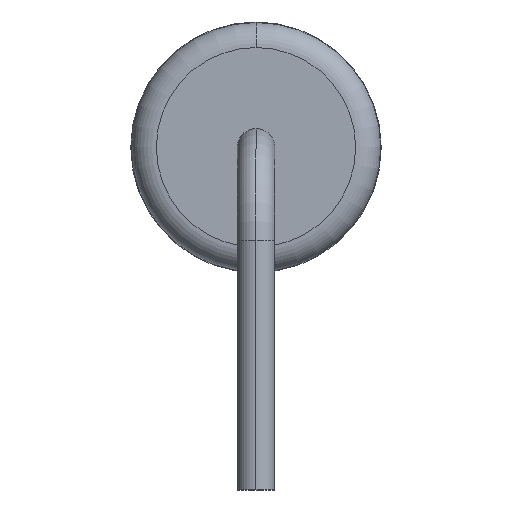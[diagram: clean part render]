
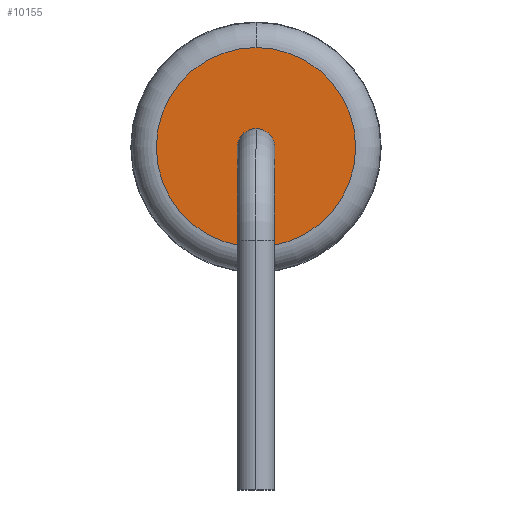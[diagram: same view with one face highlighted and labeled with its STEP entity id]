
A CAD part, left-side view. The second image highlights one B-rep face of the part: STEP entity #10155.
In plain terms, the highlighted planar face has unit normal (-1, 0, 0).
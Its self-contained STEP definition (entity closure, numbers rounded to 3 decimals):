
#129 = CARTESIAN_POINT ( 'NONE',  ( -5.5, 0., 2.1 ) ) ;
#366 = AXIS2_PLACEMENT_3D ( 'NONE', #129, #5149, #8478 ) ;
#744 = EDGE_CURVE ( 'NONE', #5317, #10692, #9739, .T. ) ;
#1249 = DIRECTION ( 'NONE',  ( 1., 0., 0. ) ) ;
#1591 = PLANE ( 'NONE',  #7941 ) ;
#1929 = VERTEX_POINT ( 'NONE', #4399 ) ;
#2266 = VERTEX_POINT ( 'NONE', #7531 ) ;
#3108 = CIRCLE ( 'NONE', #10323, 1.6 ) ;
#3211 = DIRECTION ( 'NONE',  ( 1., 0., 0. ) ) ;
#3338 = ORIENTED_EDGE ( 'NONE', *, *, #10070, .T. ) ;
#3548 = CARTESIAN_POINT ( 'NONE',  ( -5.5, 0., 2.1 ) ) ;
#4070 = EDGE_LOOP ( 'NONE', ( #12961, #3338 ) ) ;
#4399 = CARTESIAN_POINT ( 'NONE',  ( -5.5, 0., 3.7 ) ) ;
#4526 = CIRCLE ( 'NONE', #6287, 0.3 ) ;
#5030 = ORIENTED_EDGE ( 'NONE', *, *, #744, .T. ) ;
#5075 = DIRECTION ( 'NONE',  ( 0., 0., -1. ) ) ;
#5149 = DIRECTION ( 'NONE',  ( -1., 0., 0. ) ) ;
#5317 = VERTEX_POINT ( 'NONE', #6929 ) ;
#6287 = AXIS2_PLACEMENT_3D ( 'NONE', #12616, #3211, #7412 ) ;
#6310 = EDGE_CURVE ( 'NONE', #10692, #5317, #4526, .T. ) ;
#6814 = EDGE_CURVE ( 'NONE', #1929, #2266, #12208, .T. ) ;
#6929 = CARTESIAN_POINT ( 'NONE',  ( -5.5, 0., 1.8 ) ) ;
#7412 = DIRECTION ( 'NONE',  ( 0., 0., -1. ) ) ;
#7531 = CARTESIAN_POINT ( 'NONE',  ( -5.5, 0., 0.5 ) ) ;
#7683 = CARTESIAN_POINT ( 'NONE',  ( -5.5, 0., 2.1 ) ) ;
#7792 = AXIS2_PLACEMENT_3D ( 'NONE', #7683, #1249, #11550 ) ;
#7813 = FACE_BOUND ( 'NONE', #12391, .T. ) ;
#7941 = AXIS2_PLACEMENT_3D ( 'NONE', #10436, #10308, #5075 ) ;
#8478 = DIRECTION ( 'NONE',  ( 0., 0., 1. ) ) ;
#9739 = CIRCLE ( 'NONE', #7792, 0.3 ) ;
#10070 = EDGE_CURVE ( 'NONE', #2266, #1929, #3108, .T. ) ;
#10155 = ADVANCED_FACE ( 'NONE', ( #7813, #13007 ), #1591, .F. ) ;
#10308 = DIRECTION ( 'NONE',  ( 1., 0., 0. ) ) ;
#10323 = AXIS2_PLACEMENT_3D ( 'NONE', #3548, #11763, #12951 ) ;
#10436 = CARTESIAN_POINT ( 'NONE',  ( -5.5, 0., 2.1 ) ) ;
#10692 = VERTEX_POINT ( 'NONE', #11511 ) ;
#11511 = CARTESIAN_POINT ( 'NONE',  ( -5.5, 0., 2.4 ) ) ;
#11550 = DIRECTION ( 'NONE',  ( 0., 0., -1. ) ) ;
#11763 = DIRECTION ( 'NONE',  ( -1., 0., 0. ) ) ;
#12208 = CIRCLE ( 'NONE', #366, 1.6 ) ;
#12264 = ORIENTED_EDGE ( 'NONE', *, *, #6310, .T. ) ;
#12391 = EDGE_LOOP ( 'NONE', ( #5030, #12264 ) ) ;
#12616 = CARTESIAN_POINT ( 'NONE',  ( -5.5, 0., 2.1 ) ) ;
#12951 = DIRECTION ( 'NONE',  ( 0., 0., 1. ) ) ;
#12961 = ORIENTED_EDGE ( 'NONE', *, *, #6814, .T. ) ;
#13007 = FACE_OUTER_BOUND ( 'NONE', #4070, .T. ) ;
